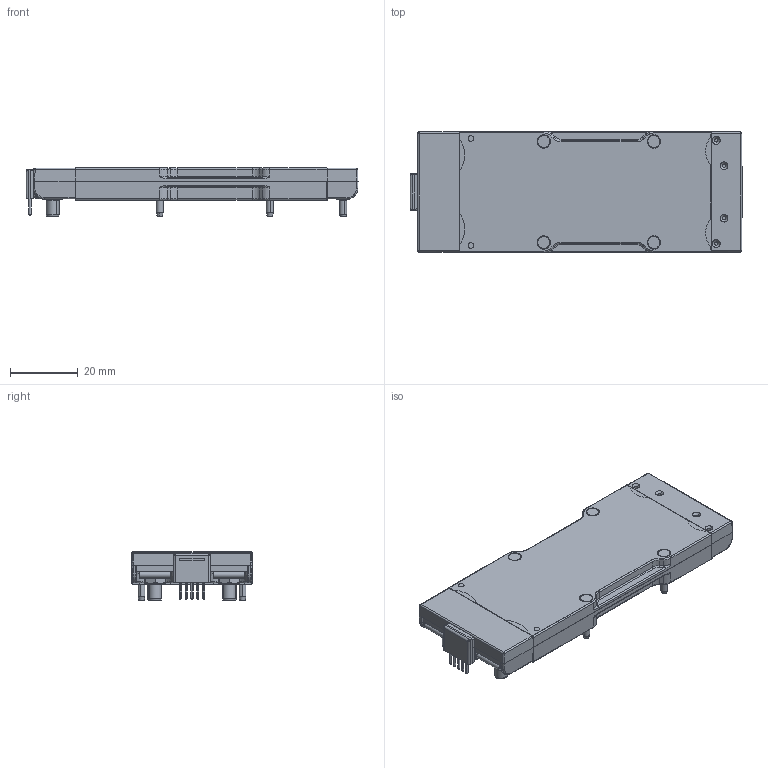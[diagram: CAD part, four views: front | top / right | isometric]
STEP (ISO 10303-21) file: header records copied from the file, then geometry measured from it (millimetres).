
FILE_DESCRIPTION (( 'STEP AP214' ), '1' );
FILE_NAME ('3814 long pin with -OUT.STEP', '2021-01-07T14:56:05', ( '' ), ( '' ), 'SwSTEP 2.0', 'SolidWorks 2017', '' );
FILE_SCHEMA (( 'AUTOMOTIVE_DESIGN' ));
Length unit declared in the file: millimetre
Products named in the file (1): 3814 long pin with -OUT
Bounding box: 97.8 x 35.54 x 14.2 mm (x, y, z)
Surface area: 27071.1 mm2
Topology: 39 solids, 52 shells, 1837 faces, 4702 edges, 2991 vertices
Faces by surface type: plane 748, cylinder 579, cone 340, bspline 170
Entity records: 102290 total; most frequent: CARTESIAN_POINT 38506, ORIENTED_EDGE 9404, DIRECTION 8433, EDGE_CURVE 4702, VERTEX_POINT 2991, AXIS2_PLACEMENT_3D 2966, LINE 2501, VECTOR 2501
